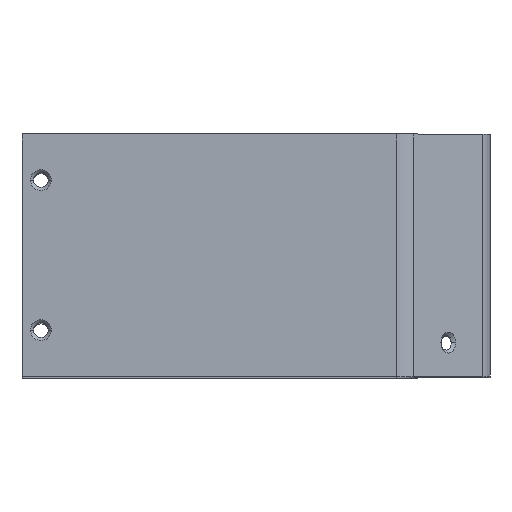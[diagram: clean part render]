
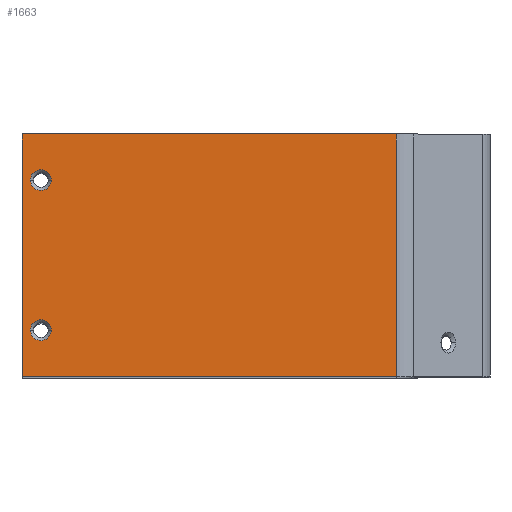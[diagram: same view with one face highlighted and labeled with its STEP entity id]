
A CAD part, top view. The second image highlights one B-rep face of the part: STEP entity #1663.
In plain terms, the highlighted planar face has unit normal (0, 0, 1).
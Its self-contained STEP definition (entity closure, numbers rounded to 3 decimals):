
#3 = CIRCLE ( 'NONE', #568, 3.36 ) ;
#82 = EDGE_CURVE ( 'NONE', #833, #591, #1354, .T. ) ;
#179 = AXIS2_PLACEMENT_3D ( 'NONE', #423, #194, #1580 ) ;
#194 = DIRECTION ( 'NONE',  ( 0., 0., 1. ) ) ;
#199 = ORIENTED_EDGE ( 'NONE', *, *, #850, .T. ) ;
#258 = CARTESIAN_POINT ( 'NONE',  ( -589.361, 136.489, 779.237 ) ) ;
#314 = VECTOR ( 'NONE', #1168, 1000. ) ;
#325 = DIRECTION ( 'NONE',  ( 0., 0., 1. ) ) ;
#327 = EDGE_CURVE ( 'NONE', #1516, #1103, #667, .T. ) ;
#364 = EDGE_LOOP ( 'NONE', ( #1156, #746 ) ) ;
#381 = EDGE_CURVE ( 'NONE', #1415, #812, #585, .T. ) ;
#423 = CARTESIAN_POINT ( 'NONE',  ( -592.721, 136.489, 779.237 ) ) ;
#432 = CARTESIAN_POINT ( 'NONE',  ( -480.934, 73.289, 779.237 ) ) ;
#483 = CARTESIAN_POINT ( 'NONE',  ( -592.721, 88.289, 779.237 ) ) ;
#505 = CARTESIAN_POINT ( 'NONE',  ( -598.771, 73.289, 779.237 ) ) ;
#515 = FACE_OUTER_BOUND ( 'NONE', #1561, .T. ) ;
#525 = CARTESIAN_POINT ( 'NONE',  ( -480.934, 112.289, 779.237 ) ) ;
#561 = DIRECTION ( 'NONE',  ( 0., 0., 1. ) ) ;
#568 = AXIS2_PLACEMENT_3D ( 'NONE', #1378, #617, #876 ) ;
#585 = LINE ( 'NONE', #432, #314 ) ;
#591 = VERTEX_POINT ( 'NONE', #258 ) ;
#605 = ORIENTED_EDGE ( 'NONE', *, *, #1047, .F. ) ;
#617 = DIRECTION ( 'NONE',  ( 0., 0., 1. ) ) ;
#634 = LINE ( 'NONE', #1243, #927 ) ;
#655 = CIRCLE ( 'NONE', #179, 3.36 ) ;
#667 = LINE ( 'NONE', #710, #1638 ) ;
#675 = ORIENTED_EDGE ( 'NONE', *, *, #327, .T. ) ;
#700 = DIRECTION ( 'NONE',  ( 0., 1., 0. ) ) ;
#710 = CARTESIAN_POINT ( 'NONE',  ( -480.934, 151.289, 779.237 ) ) ;
#717 = DIRECTION ( 'NONE',  ( -1., 0., 0. ) ) ;
#721 = VERTEX_POINT ( 'NONE', #940 ) ;
#727 = DIRECTION ( 'NONE',  ( 1., 0., 0. ) ) ;
#746 = ORIENTED_EDGE ( 'NONE', *, *, #82, .F. ) ;
#757 = CIRCLE ( 'NONE', #976, 3.36 ) ;
#771 = PLANE ( 'NONE',  #1602 ) ;
#793 = ORIENTED_EDGE ( 'NONE', *, *, #1080, .T. ) ;
#812 = VERTEX_POINT ( 'NONE', #1123 ) ;
#822 = FACE_BOUND ( 'NONE', #364, .T. ) ;
#833 = VERTEX_POINT ( 'NONE', #1518 ) ;
#850 = EDGE_CURVE ( 'NONE', #1103, #1415, #634, .T. ) ;
#876 = DIRECTION ( 'NONE',  ( 1., 0., 0. ) ) ;
#882 = AXIS2_PLACEMENT_3D ( 'NONE', #1451, #561, #727 ) ;
#927 = VECTOR ( 'NONE', #1368, 1000. ) ;
#940 = CARTESIAN_POINT ( 'NONE',  ( -589.361, 88.289, 779.237 ) ) ;
#955 = LINE ( 'NONE', #1627, #1282 ) ;
#976 = AXIS2_PLACEMENT_3D ( 'NONE', #483, #325, #985 ) ;
#985 = DIRECTION ( 'NONE',  ( 1., 0., 0. ) ) ;
#994 = ORIENTED_EDGE ( 'NONE', *, *, #1252, .F. ) ;
#1038 = DIRECTION ( 'NONE',  ( 0., 0., 1. ) ) ;
#1047 = EDGE_CURVE ( 'NONE', #1463, #721, #3, .T. ) ;
#1080 = EDGE_CURVE ( 'NONE', #812, #1516, #955, .T. ) ;
#1103 = VERTEX_POINT ( 'NONE', #1604 ) ;
#1108 = EDGE_CURVE ( 'NONE', #591, #833, #655, .T. ) ;
#1123 = CARTESIAN_POINT ( 'NONE',  ( -478.648, 73.289, 779.237 ) ) ;
#1156 = ORIENTED_EDGE ( 'NONE', *, *, #1108, .F. ) ;
#1168 = DIRECTION ( 'NONE',  ( 1., 0., 0. ) ) ;
#1243 = CARTESIAN_POINT ( 'NONE',  ( -598.771, 112.289, 779.237 ) ) ;
#1252 = EDGE_CURVE ( 'NONE', #721, #1463, #757, .T. ) ;
#1282 = VECTOR ( 'NONE', #700, 1000. ) ;
#1354 = CIRCLE ( 'NONE', #882, 3.36 ) ;
#1368 = DIRECTION ( 'NONE',  ( 0., -1., 0. ) ) ;
#1372 = CARTESIAN_POINT ( 'NONE',  ( -596.081, 88.289, 779.237 ) ) ;
#1378 = CARTESIAN_POINT ( 'NONE',  ( -592.721, 88.289, 779.237 ) ) ;
#1414 = DIRECTION ( 'NONE',  ( 1., 0., 0. ) ) ;
#1415 = VERTEX_POINT ( 'NONE', #505 ) ;
#1451 = CARTESIAN_POINT ( 'NONE',  ( -592.721, 136.489, 779.237 ) ) ;
#1463 = VERTEX_POINT ( 'NONE', #1372 ) ;
#1492 = FACE_BOUND ( 'NONE', #1494, .T. ) ;
#1494 = EDGE_LOOP ( 'NONE', ( #994, #605 ) ) ;
#1516 = VERTEX_POINT ( 'NONE', #1565 ) ;
#1518 = CARTESIAN_POINT ( 'NONE',  ( -596.081, 136.489, 779.237 ) ) ;
#1524 = ORIENTED_EDGE ( 'NONE', *, *, #381, .T. ) ;
#1561 = EDGE_LOOP ( 'NONE', ( #1524, #793, #675, #199 ) ) ;
#1565 = CARTESIAN_POINT ( 'NONE',  ( -478.648, 151.289, 779.237 ) ) ;
#1580 = DIRECTION ( 'NONE',  ( 1., 0., 0. ) ) ;
#1602 = AXIS2_PLACEMENT_3D ( 'NONE', #525, #1038, #1414 ) ;
#1604 = CARTESIAN_POINT ( 'NONE',  ( -598.771, 151.289, 779.237 ) ) ;
#1627 = CARTESIAN_POINT ( 'NONE',  ( -478.648, 112.289, 779.237 ) ) ;
#1638 = VECTOR ( 'NONE', #717, 1000. ) ;
#1663 = ADVANCED_FACE ( 'NONE', ( #515, #822, #1492 ), #771, .T. ) ;
